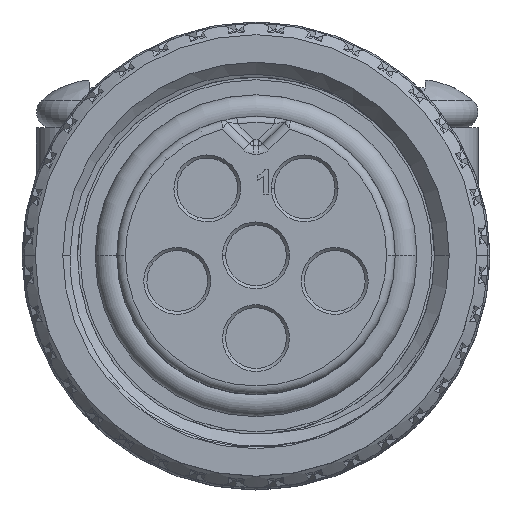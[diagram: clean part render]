
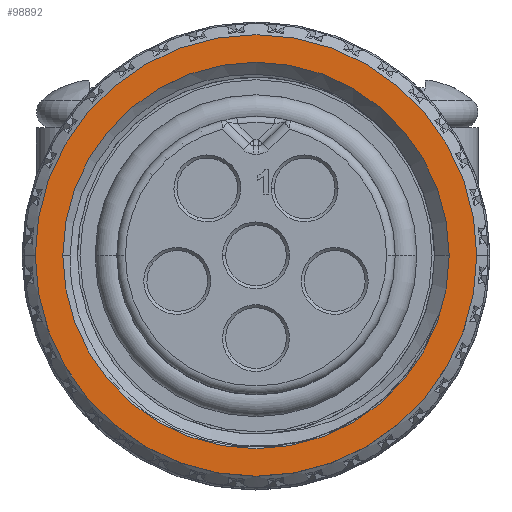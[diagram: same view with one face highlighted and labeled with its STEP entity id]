
A CAD part, top view. The second image highlights one B-rep face of the part: STEP entity #98892.
In plain terms, the highlighted planar face has unit normal (0, 0, 1).
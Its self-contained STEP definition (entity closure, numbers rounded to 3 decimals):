
#2634 = CARTESIAN_POINT ( 'NONE',  ( 9.144, 0., -2.489 ) ) ;
#2722 = PLANE ( 'NONE',  #58045 ) ;
#7807 = DIRECTION ( 'NONE',  ( -1., 0., 0. ) ) ;
#15964 = DIRECTION ( 'NONE',  ( -1., 0., 0. ) ) ;
#16176 = EDGE_LOOP ( 'NONE', ( #52144, #42417 ) ) ;
#18953 = CARTESIAN_POINT ( 'NONE',  ( -8.001, 0., -2.489 ) ) ;
#21258 = CIRCLE ( 'NONE', #43261, 9.144 ) ;
#21409 = ORIENTED_EDGE ( 'NONE', *, *, #37633, .T. ) ;
#27007 = DIRECTION ( 'NONE',  ( -1., 0., 0. ) ) ;
#32347 = CARTESIAN_POINT ( 'NONE',  ( 0., 0., -2.489 ) ) ;
#36232 = CARTESIAN_POINT ( 'NONE',  ( 8.001, 0., -2.489 ) ) ;
#37633 = EDGE_CURVE ( 'NONE', #103264, #67272, #21258, .T. ) ;
#39258 = CARTESIAN_POINT ( 'NONE',  ( 0., 0., -2.489 ) ) ;
#41367 = EDGE_CURVE ( 'NONE', #48921, #102504, #52711, .T. ) ;
#42417 = ORIENTED_EDGE ( 'NONE', *, *, #41367, .F. ) ;
#42667 = AXIS2_PLACEMENT_3D ( 'NONE', #56999, #82325, #7807 ) ;
#43261 = AXIS2_PLACEMENT_3D ( 'NONE', #32347, #46734, #15964 ) ;
#46130 = CARTESIAN_POINT ( 'NONE',  ( 0., 0., -2.489 ) ) ;
#46734 = DIRECTION ( 'NONE',  ( 0., 0., 1. ) ) ;
#48921 = VERTEX_POINT ( 'NONE', #36232 ) ;
#52144 = ORIENTED_EDGE ( 'NONE', *, *, #85738, .F. ) ;
#52711 = CIRCLE ( 'NONE', #62899, 8.001 ) ;
#53356 = CARTESIAN_POINT ( 'NONE',  ( 0., -8.001, -2.489 ) ) ;
#53621 = ORIENTED_EDGE ( 'NONE', *, *, #88464, .T. ) ;
#53876 = FACE_BOUND ( 'NONE', #16176, .T. ) ;
#56999 = CARTESIAN_POINT ( 'NONE',  ( 0., 0., -2.489 ) ) ;
#58045 = AXIS2_PLACEMENT_3D ( 'NONE', #53356, #99496, #27007 ) ;
#59415 = CIRCLE ( 'NONE', #79731, 8.001 ) ;
#61979 = DIRECTION ( 'NONE',  ( 0., 0., 1. ) ) ;
#62899 = AXIS2_PLACEMENT_3D ( 'NONE', #39258, #95818, #71495 ) ;
#67272 = VERTEX_POINT ( 'NONE', #85980 ) ;
#71495 = DIRECTION ( 'NONE',  ( -1., 0., 0. ) ) ;
#75695 = EDGE_LOOP ( 'NONE', ( #53621, #21409 ) ) ;
#79731 = AXIS2_PLACEMENT_3D ( 'NONE', #46130, #61979, #103207 ) ;
#82325 = DIRECTION ( 'NONE',  ( 0., 0., 1. ) ) ;
#85738 = EDGE_CURVE ( 'NONE', #102504, #48921, #59415, .T. ) ;
#85980 = CARTESIAN_POINT ( 'NONE',  ( -9.144, 0., -2.489 ) ) ;
#86087 = FACE_OUTER_BOUND ( 'NONE', #75695, .T. ) ;
#88464 = EDGE_CURVE ( 'NONE', #67272, #103264, #103430, .T. ) ;
#95818 = DIRECTION ( 'NONE',  ( 0., 0., 1. ) ) ;
#98892 = ADVANCED_FACE ( 'NONE', ( #86087, #53876 ), #2722, .T. ) ;
#99496 = DIRECTION ( 'NONE',  ( 0., 0., 1. ) ) ;
#102504 = VERTEX_POINT ( 'NONE', #18953 ) ;
#103207 = DIRECTION ( 'NONE',  ( -1., 0., 0. ) ) ;
#103264 = VERTEX_POINT ( 'NONE', #2634 ) ;
#103430 = CIRCLE ( 'NONE', #42667, 9.144 ) ;
